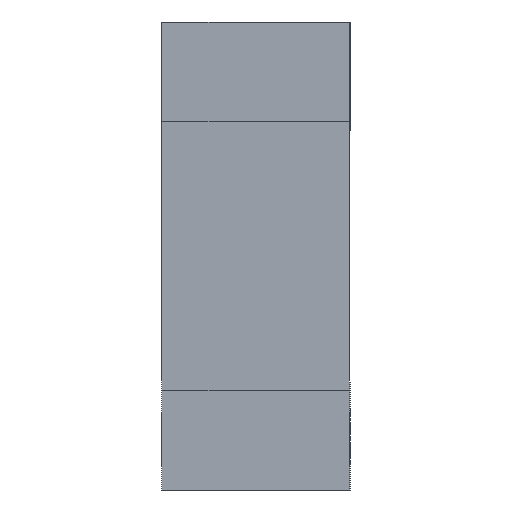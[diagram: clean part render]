
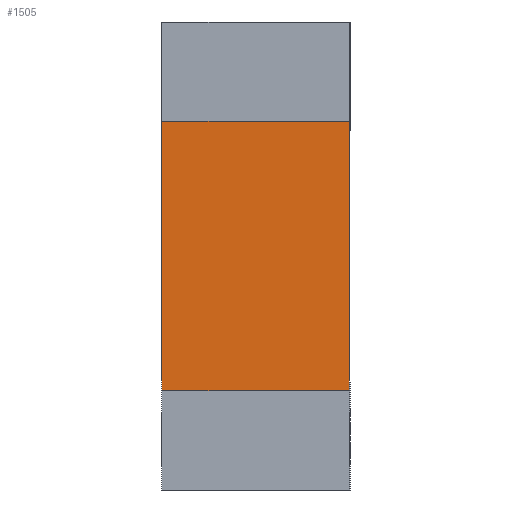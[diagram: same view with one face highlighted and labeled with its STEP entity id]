
A CAD part, left-side view. The second image highlights one B-rep face of the part: STEP entity #1505.
In plain terms, the highlighted planar face has unit normal (-1, 0, 0).
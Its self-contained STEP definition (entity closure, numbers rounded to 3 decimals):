
#113=DIRECTION('',(0.,-1.,0.));
#114=VECTOR('',#113,20.8);
#115=CARTESIAN_POINT('',(44.,20.8,-15.));
#116=LINE('',#115,#114);
#117=DIRECTION('',(0.,0.,-1.));
#118=VECTOR('',#117,30.);
#119=CARTESIAN_POINT('',(44.,20.8,15.));
#120=LINE('',#119,#118);
#121=DIRECTION('',(0.,-1.,0.));
#122=VECTOR('',#121,20.8);
#123=CARTESIAN_POINT('',(44.,20.8,15.));
#124=LINE('',#123,#122);
#679=DIRECTION('',(0.,0.,-1.));
#680=VECTOR('',#679,30.);
#681=CARTESIAN_POINT('',(44.,0.,15.));
#682=LINE('',#681,#680);
#1015=CARTESIAN_POINT('',(44.,0.,15.));
#1016=VERTEX_POINT('',#1015);
#1017=CARTESIAN_POINT('',(44.,0.,-15.));
#1018=VERTEX_POINT('',#1017);
#1157=CARTESIAN_POINT('',(44.,20.8,-15.));
#1158=VERTEX_POINT('',#1157);
#1159=CARTESIAN_POINT('',(44.,20.8,15.));
#1160=VERTEX_POINT('',#1159);
#1491=CARTESIAN_POINT('',(44.,0.,-15.));
#1492=DIRECTION('',(-1.,0.,0.));
#1493=DIRECTION('',(0.,0.,1.));
#1494=AXIS2_PLACEMENT_3D('',#1491,#1492,#1493);
#1495=PLANE('',#1494);
#1497=ORIENTED_EDGE('',*,*,#1496,.T.);
#1499=ORIENTED_EDGE('',*,*,#1498,.T.);
#1500=ORIENTED_EDGE('',*,*,#1481,.F.);
#1502=ORIENTED_EDGE('',*,*,#1501,.F.);
#1503=EDGE_LOOP('',(#1497,#1499,#1500,#1502));
#1504=FACE_OUTER_BOUND('',#1503,.F.);
#1481=EDGE_CURVE('',#1158,#1018,#116,.T.);
#1496=EDGE_CURVE('',#1160,#1016,#124,.T.);
#1498=EDGE_CURVE('',#1016,#1018,#682,.T.);
#1501=EDGE_CURVE('',#1160,#1158,#120,.T.);
#1505=ADVANCED_FACE('',(#1504),#1495,.T.);
